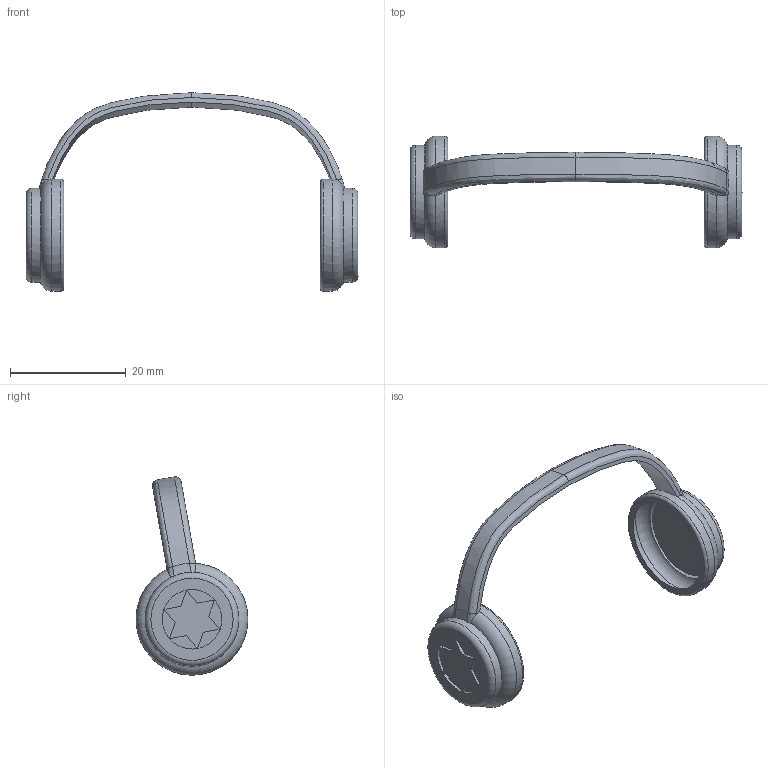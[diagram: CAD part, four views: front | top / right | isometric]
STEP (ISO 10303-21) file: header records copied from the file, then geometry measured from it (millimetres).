
FILE_DESCRIPTION(/* description */ (''),/* implementation_level */ '2;1');
FILE_NAME(/* name */ '',/* time_stamp */ '2023-01-14T23:50:10+08:00',/* author */ (''),/* organization */ (''),/* preprocessor_version */ 'ST-DEVELOPER v19.2',/* originating_system */ 'Autodesk Translation Framework v11.17.0.187',/* authorisation */ '');
FILE_SCHEMA (('AUTOMOTIVE_DESIGN { 1 0 10303 214 3 1 1 }'));
Length unit declared in the file: millimetre
Products named in the file (1): 耳机
Bounding box: 57.25 x 19.3 x 34.22 mm (x, y, z)
Volume: 2230.6 mm3; surface area: 2922.5 mm2
Topology: 1 solids, 1 shells, 84 faces, 192 edges, 102 vertices
Faces by surface type: plane 46, cylinder 16, bspline 14, torus 6, cone 2
Full cylindrical faces by diameter (mm): 16.183 x2, 19.304 x2
Entity records: 3218 total; most frequent: CARTESIAN_POINT 1363, ORIENTED_EDGE 384, DIRECTION 350, EDGE_CURVE 192, AXIS2_PLACEMENT_3D 127, VERTEX_POINT 102, LINE 96, VECTOR 96
